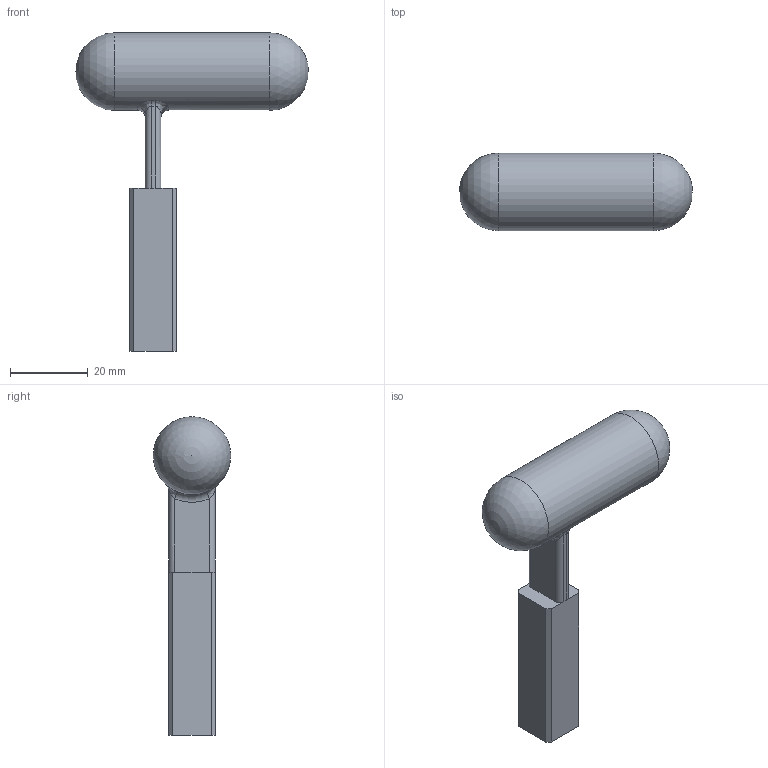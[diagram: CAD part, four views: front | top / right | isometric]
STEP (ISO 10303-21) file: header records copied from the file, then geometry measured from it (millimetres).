
FILE_DESCRIPTION(('FreeCAD Model'),'2;1');
FILE_NAME('Open CASCADE Shape Model','2024-06-11T13:42:24',('Author'),( ''),'Open CASCADE STEP processor 7.6','FreeCAD','Unknown');
FILE_SCHEMA(('AUTOMOTIVE_DESIGN { 1 0 10303 214 1 1 1 1 }'));
Length unit declared in the file: millimetre
Products named in the file (1): Body
Bounding box: 60 x 20 x 82 mm (x, y, z)
Volume: 23687.4 mm3; surface area: 6473 mm2
Topology: 1 solids, 1 shells, 30 faces, 77 edges, 48 vertices
Faces by surface type: plane 15, cylinder 7, bspline 4, sphere 2, torus 2
Full cylindrical faces by diameter (mm): 20 x1
Entity records: 1355 total; most frequent: CARTESIAN_POINT 648, ORIENTED_EDGE 150, DIRECTION 135, EDGE_CURVE 75, VERTEX_POINT 48, LINE 47, VECTOR 47, AXIS2_PLACEMENT_3D 44
